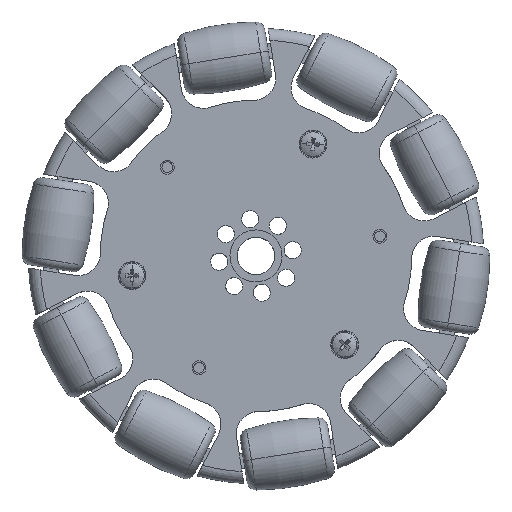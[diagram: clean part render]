
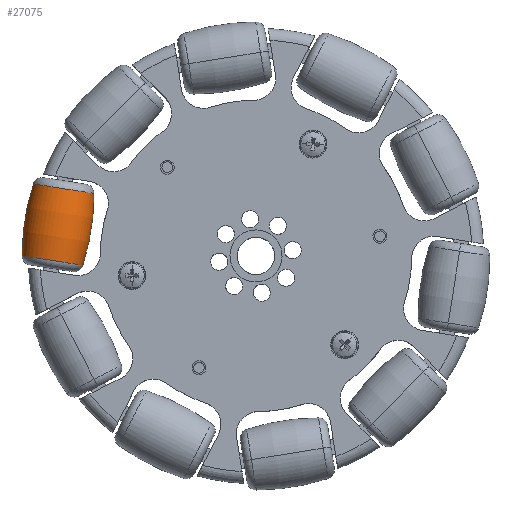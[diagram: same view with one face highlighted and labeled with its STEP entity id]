
A CAD part, top view. The second image highlights one B-rep face of the part: STEP entity #27075.
In plain terms, the highlighted toroidal (fillet/blend) face has major radius 41.884 mm and minor radius 49.112 mm.
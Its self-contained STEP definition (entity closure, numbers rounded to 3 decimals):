
#773 = CARTESIAN_POINT ( 'NONE',  ( -43.206, -2.392, 3.197 ) ) ;
#3224 = DIRECTION ( 'NONE',  ( 0.988, -0.155, 0. ) ) ;
#3729 = EDGE_LOOP ( 'NONE', ( #16747, #21044, #28520, #8311 ) ) ;
#4569 = CIRCLE ( 'NONE', #9792, 49.112 ) ;
#5463 = DIRECTION ( 'NONE',  ( 0., 0., 1. ) ) ;
#8311 = ORIENTED_EDGE ( 'NONE', *, *, #14372, .T. ) ;
#8989 = DIRECTION ( 'NONE',  ( -0.155, -0.988, 0. ) ) ;
#9673 = AXIS2_PLACEMENT_3D ( 'NONE', #773, #17369, #3224 ) ;
#9675 = AXIS2_PLACEMENT_3D ( 'NONE', #24490, #10139, #26951 ) ;
#9718 = AXIS2_PLACEMENT_3D ( 'NONE', #19577, #5463, #22002 ) ;
#9792 = AXIS2_PLACEMENT_3D ( 'NONE', #12274, #29124, #14730 ) ;
#10139 = DIRECTION ( 'NONE',  ( -0.155, -0.988, 0. ) ) ;
#11515 = VERTEX_POINT ( 'NONE', #30037 ) ;
#12222 = VERTEX_POINT ( 'NONE', #30788 ) ;
#12274 = CARTESIAN_POINT ( 'NONE',  ( -83.374, 11.818, 3.197 ) ) ;
#13364 = VERTEX_POINT ( 'NONE', #26328 ) ;
#14324 = EDGE_CURVE ( 'NONE', #13364, #12222, #4569, .T. ) ;
#14329 = EDGE_CURVE ( 'NONE', #24619, #11515, #16338, .T. ) ;
#14362 = EDGE_CURVE ( 'NONE', #13364, #24619, #28403, .T. ) ;
#14372 = EDGE_CURVE ( 'NONE', #11515, #12222, #22731, .T. ) ;
#14602 = CARTESIAN_POINT ( 'NONE',  ( -47.306, 14.078, 3.197 ) ) ;
#14730 = DIRECTION ( 'NONE',  ( -1., 0., 0. ) ) ;
#16338 = CIRCLE ( 'NONE', #9718, 49.112 ) ;
#16747 = ORIENTED_EDGE ( 'NONE', *, *, #14324, .F. ) ;
#17369 = DIRECTION ( 'NONE',  ( 0.155, 0.988, 0. ) ) ;
#18174 = AXIS2_PLACEMENT_3D ( 'NONE', #30396, #8989, #25651 ) ;
#19577 = CARTESIAN_POINT ( 'NONE',  ( -0.616, -1.154, 3.197 ) ) ;
#21044 = ORIENTED_EDGE ( 'NONE', *, *, #14362, .T. ) ;
#21591 = TOROIDAL_SURFACE ( 'NONE', #18174, -41.884, 49.112 ) ;
#22002 = DIRECTION ( 'NONE',  ( 1., 0., 0. ) ) ;
#22731 = CIRCLE ( 'NONE', #9673, 6.601 ) ;
#24490 = CARTESIAN_POINT ( 'NONE',  ( -40.784, 13.056, 3.197 ) ) ;
#24619 = VERTEX_POINT ( 'NONE', #14602 ) ;
#25651 = DIRECTION ( 'NONE',  ( -0.988, 0.155, 0. ) ) ;
#26328 = CARTESIAN_POINT ( 'NONE',  ( -34.263, 12.033, 3.197 ) ) ;
#26951 = DIRECTION ( 'NONE',  ( -0.988, 0.155, 0. ) ) ;
#27075 = ADVANCED_FACE ( 'NONE', ( #30208 ), #21591, .T. ) ;
#28403 = CIRCLE ( 'NONE', #9675, 6.601 ) ;
#28520 = ORIENTED_EDGE ( 'NONE', *, *, #14329, .T. ) ;
#29124 = DIRECTION ( 'NONE',  ( 0., 0., -1. ) ) ;
#30037 = CARTESIAN_POINT ( 'NONE',  ( -49.728, -1.37, 3.197 ) ) ;
#30208 = FACE_OUTER_BOUND ( 'NONE', #3729, .T. ) ;
#30396 = CARTESIAN_POINT ( 'NONE',  ( -41.995, 5.332, 3.197 ) ) ;
#30788 = CARTESIAN_POINT ( 'NONE',  ( -36.684, -3.415, 3.197 ) ) ;
